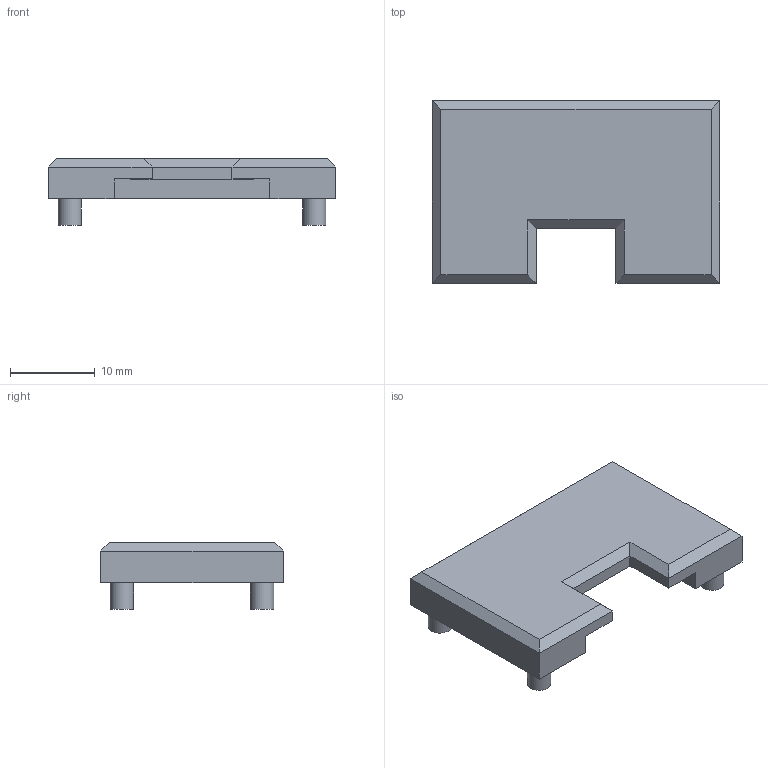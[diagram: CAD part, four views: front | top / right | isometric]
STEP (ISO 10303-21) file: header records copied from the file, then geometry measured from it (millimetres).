
FILE_DESCRIPTION(/* description */ (''),/* implementation_level */ '2;1');
FILE_NAME(/* name */ 'Seeed Compression Plate.step',/* time_stamp */ '2023-11-06T03:56:11-08:00',/* author */ (''),/* organization */ (''),/* preprocessor_version */ 'ST-DEVELOPER v20',/* originating_system */ 'Autodesk Translation Framework v12.14.0.127',/* authorisation */ '');
FILE_SCHEMA (('AUTOMOTIVE_DESIGN { 1 0 10303 214 3 1 1 }'));
Length unit declared in the file: millimetre
Products named in the file (1): Seeed Compression Plate
Bounding box: 33.92 x 21.57 x 7.9 mm (x, y, z)
Volume: 2294.8 mm3; surface area: 2087.5 mm2
Topology: 1 solids, 1 shells, 41 faces, 94 edges, 60 vertices
Faces by surface type: plane 37, cylinder 4
Full cylindrical faces by diameter (mm): 2.75 x4
Entity records: 1165 total; most frequent: CARTESIAN_POINT 196, ORIENTED_EDGE 188, DIRECTION 186, EDGE_CURVE 94, LINE 86, VECTOR 86, VERTEX_POINT 60, AXIS2_PLACEMENT_3D 50
